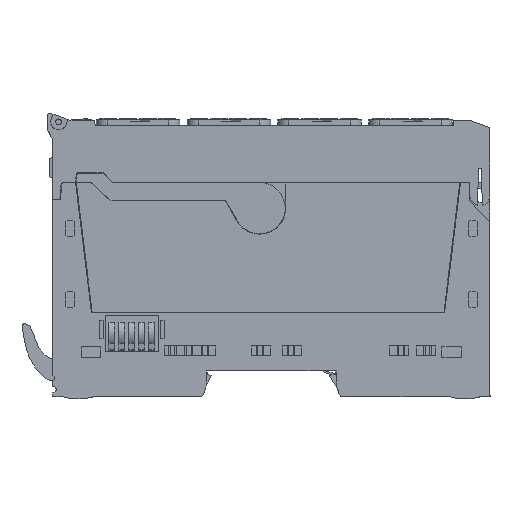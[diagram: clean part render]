
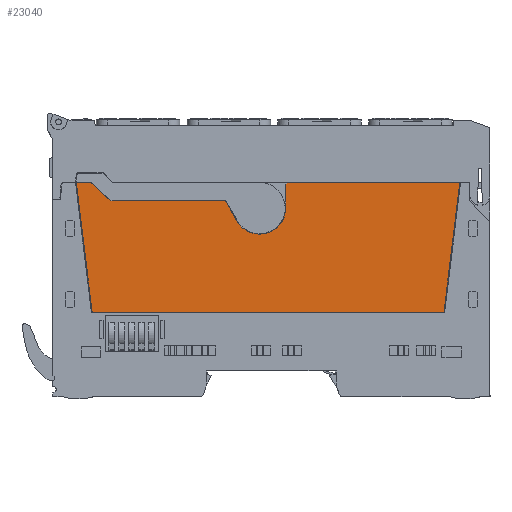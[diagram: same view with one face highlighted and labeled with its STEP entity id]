
A CAD part, left-side view. The second image highlights one B-rep face of the part: STEP entity #23040.
In plain terms, the highlighted planar face has unit normal (-1, 0, 0).
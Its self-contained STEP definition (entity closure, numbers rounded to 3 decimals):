
#1637=AXIS2_PLACEMENT_3D('Plane Axis2P3D',#1634,#1635,#1636) ;
#21559=AXIS2_PLACEMENT_3D('Circle Axis2P3D',#21557,#21558,$) ;
#21609=AXIS2_PLACEMENT_3D('Circle Axis2P3D',#21607,#21608,$) ;
#21684=AXIS2_PLACEMENT_3D('Circle Axis2P3D',#21682,#21683,$) ;
#1634=CARTESIAN_POINT('Axis2P3D Location',(0.,118.817,0.6)) ;
#21389=CARTESIAN_POINT('Vertex',(0.,55.85,52.075)) ;
#21392=CARTESIAN_POINT('Line Origine',(0.,55.85,55.325)) ;
#21396=CARTESIAN_POINT('Vertex',(0.,55.85,58.575)) ;
#21417=CARTESIAN_POINT('Line Origine',(0.,55.6,58.825)) ;
#21421=CARTESIAN_POINT('Vertex',(0.,55.35,59.075)) ;
#21437=CARTESIAN_POINT('Line Origine',(0.,31.799,59.075)) ;
#21441=CARTESIAN_POINT('Vertex',(0.,8.248,59.075)) ;
#21462=CARTESIAN_POINT('Line Origine',(0.,10.421,41.375)) ;
#21466=CARTESIAN_POINT('Vertex',(0.,12.595,23.675)) ;
#21487=CARTESIAN_POINT('Line Origine',(0.,60.65,23.675)) ;
#21491=CARTESIAN_POINT('Vertex',(0.,108.705,23.675)) ;
#21512=CARTESIAN_POINT('Line Origine',(0.,110.879,41.375)) ;
#21516=CARTESIAN_POINT('Vertex',(0.,113.052,59.075)) ;
#21532=CARTESIAN_POINT('Line Origine',(0.,111.224,59.075)) ;
#21536=CARTESIAN_POINT('Vertex',(0.,109.396,59.075)) ;
#21557=CARTESIAN_POINT('Axis2P3D Location',(0.,109.396,58.075)) ;
#21561=CARTESIAN_POINT('Vertex',(0.,108.688,58.782)) ;
#21582=CARTESIAN_POINT('Line Origine',(0.,106.76,56.853)) ;
#21586=CARTESIAN_POINT('Vertex',(0.,104.831,54.924)) ;
#21607=CARTESIAN_POINT('Axis2P3D Location',(0.,102.78,56.975)) ;
#21611=CARTESIAN_POINT('Vertex',(0.,102.78,54.075)) ;
#21632=CARTESIAN_POINT('Line Origine',(0.,87.542,54.075)) ;
#21636=CARTESIAN_POINT('Vertex',(0.,72.303,54.075)) ;
#21657=CARTESIAN_POINT('Line Origine',(0.,70.701,51.3)) ;
#21661=CARTESIAN_POINT('Vertex',(0.,69.099,48.525)) ;
#21682=CARTESIAN_POINT('Axis2P3D Location',(0.,62.95,52.075)) ;
#1635=DIRECTION('Axis2P3D Direction',(1.,0.,0.)) ;
#1636=DIRECTION('Axis2P3D XDirection',(0.,-1.,0.)) ;
#21393=DIRECTION('Vector Direction',(0.,0.,1.)) ;
#21418=DIRECTION('Vector Direction',(0.,-0.707,0.707)) ;
#21438=DIRECTION('Vector Direction',(0.,-1.,0.)) ;
#21463=DIRECTION('Vector Direction',(0.,0.122,-0.993)) ;
#21488=DIRECTION('Vector Direction',(0.,1.,0.)) ;
#21513=DIRECTION('Vector Direction',(0.,0.122,0.993)) ;
#21533=DIRECTION('Vector Direction',(0.,-1.,0.)) ;
#21558=DIRECTION('Axis2P3D Direction',(-1.,0.,0.)) ;
#21583=DIRECTION('Vector Direction',(0.,-0.707,-0.707)) ;
#21608=DIRECTION('Axis2P3D Direction',(-1.,0.,0.)) ;
#21633=DIRECTION('Vector Direction',(0.,-1.,0.)) ;
#21658=DIRECTION('Vector Direction',(0.,-0.5,-0.866)) ;
#21683=DIRECTION('Axis2P3D Direction',(-1.,0.,0.)) ;
#21394=VECTOR('Line Direction',#21393,1.) ;
#21419=VECTOR('Line Direction',#21418,1.) ;
#21439=VECTOR('Line Direction',#21438,1.) ;
#21464=VECTOR('Line Direction',#21463,1.) ;
#21489=VECTOR('Line Direction',#21488,1.) ;
#21514=VECTOR('Line Direction',#21513,1.) ;
#21534=VECTOR('Line Direction',#21533,1.) ;
#21584=VECTOR('Line Direction',#21583,1.) ;
#21634=VECTOR('Line Direction',#21633,1.) ;
#21659=VECTOR('Line Direction',#21658,1.) ;
#23026=ORIENTED_EDGE('',*,*,#21468,.T.) ;
#23027=ORIENTED_EDGE('',*,*,#21443,.T.) ;
#23028=ORIENTED_EDGE('',*,*,#21423,.T.) ;
#23029=ORIENTED_EDGE('',*,*,#21398,.T.) ;
#23030=ORIENTED_EDGE('',*,*,#21686,.T.) ;
#23031=ORIENTED_EDGE('',*,*,#21663,.T.) ;
#23032=ORIENTED_EDGE('',*,*,#21638,.T.) ;
#23033=ORIENTED_EDGE('',*,*,#21613,.T.) ;
#23034=ORIENTED_EDGE('',*,*,#21588,.T.) ;
#23035=ORIENTED_EDGE('',*,*,#21563,.T.) ;
#23036=ORIENTED_EDGE('',*,*,#21538,.T.) ;
#23037=ORIENTED_EDGE('',*,*,#21518,.T.) ;
#23038=ORIENTED_EDGE('',*,*,#21493,.T.) ;
#23040=ADVANCED_FACE('Modul',(#23039),#1638,.F.) ;
#21560=CIRCLE('generated circle',#21559,1.) ;
#21610=CIRCLE('generated circle',#21609,2.9) ;
#21685=CIRCLE('generated circle',#21684,7.1) ;
#21398=EDGE_CURVE('',#21397,#21390,#21395,.F.) ;
#21423=EDGE_CURVE('',#21422,#21397,#21420,.F.) ;
#21443=EDGE_CURVE('',#21442,#21422,#21440,.F.) ;
#21468=EDGE_CURVE('',#21467,#21442,#21465,.F.) ;
#21493=EDGE_CURVE('',#21492,#21467,#21490,.F.) ;
#21518=EDGE_CURVE('',#21517,#21492,#21515,.F.) ;
#21538=EDGE_CURVE('',#21537,#21517,#21535,.F.) ;
#21563=EDGE_CURVE('',#21562,#21537,#21560,.T.) ;
#21588=EDGE_CURVE('',#21587,#21562,#21585,.F.) ;
#21613=EDGE_CURVE('',#21612,#21587,#21610,.F.) ;
#21638=EDGE_CURVE('',#21637,#21612,#21635,.F.) ;
#21663=EDGE_CURVE('',#21662,#21637,#21660,.F.) ;
#21686=EDGE_CURVE('',#21390,#21662,#21685,.F.) ;
#23025=EDGE_LOOP('',(#23026,#23027,#23028,#23029,#23030,#23031,#23032,#23033,#23034,#23035,#23036,#23037,#23038)) ;
#23039=FACE_OUTER_BOUND('',#23025,.T.) ;
#21395=LINE('Line',#21392,#21394) ;
#21420=LINE('Line',#21417,#21419) ;
#21440=LINE('Line',#21437,#21439) ;
#21465=LINE('Line',#21462,#21464) ;
#21490=LINE('Line',#21487,#21489) ;
#21515=LINE('Line',#21512,#21514) ;
#21535=LINE('Line',#21532,#21534) ;
#21585=LINE('Line',#21582,#21584) ;
#21635=LINE('Line',#21632,#21634) ;
#21660=LINE('Line',#21657,#21659) ;
#1638=PLANE('',#1637) ;
#21390=VERTEX_POINT('',#21389) ;
#21397=VERTEX_POINT('',#21396) ;
#21422=VERTEX_POINT('',#21421) ;
#21442=VERTEX_POINT('',#21441) ;
#21467=VERTEX_POINT('',#21466) ;
#21492=VERTEX_POINT('',#21491) ;
#21517=VERTEX_POINT('',#21516) ;
#21537=VERTEX_POINT('',#21536) ;
#21562=VERTEX_POINT('',#21561) ;
#21587=VERTEX_POINT('',#21586) ;
#21612=VERTEX_POINT('',#21611) ;
#21637=VERTEX_POINT('',#21636) ;
#21662=VERTEX_POINT('',#21661) ;
